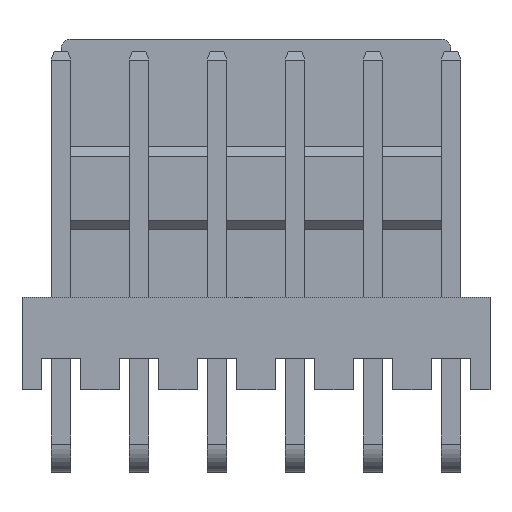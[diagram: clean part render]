
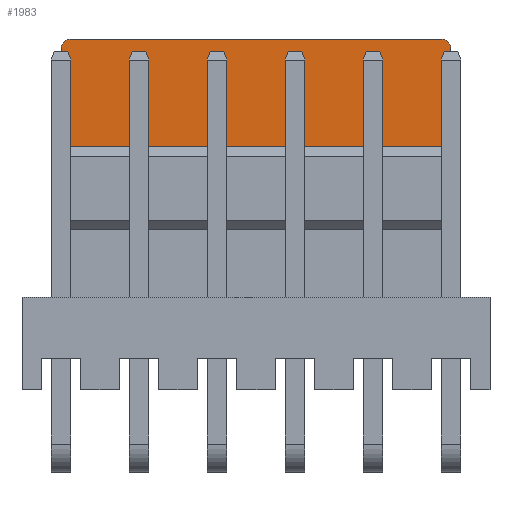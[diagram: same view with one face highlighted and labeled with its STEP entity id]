
A CAD part, top view. The second image highlights one B-rep face of the part: STEP entity #1983.
In plain terms, the highlighted planar face has unit normal (0, 0, 1).
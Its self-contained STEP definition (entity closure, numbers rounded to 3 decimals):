
#33 = CARTESIAN_POINT ( 'NONE',  ( 0., 10.28, 0.9 ) ) ;
#106 = DIRECTION ( 'NONE',  ( 0., 0., -1. ) ) ;
#226 = EDGE_CURVE ( 'NONE', #5257, #742, #4540, .T. ) ;
#345 = CARTESIAN_POINT ( 'NONE',  ( 12.7, 13.78, 0.9 ) ) ;
#465 = AXIS2_PLACEMENT_3D ( 'NONE', #5255, #106, #1841 ) ;
#591 = CARTESIAN_POINT ( 'NONE',  ( 12.7, 10.28, 0.9 ) ) ;
#742 = VERTEX_POINT ( 'NONE', #5345 ) ;
#780 = CARTESIAN_POINT ( 'NONE',  ( 0.3, 13.78, 0.9 ) ) ;
#815 = DIRECTION ( 'NONE',  ( 0., -1., 0. ) ) ;
#912 = LINE ( 'NONE', #345, #4018 ) ;
#1049 = DIRECTION ( 'NONE',  ( 0., 1., 0. ) ) ;
#1072 = ORIENTED_EDGE ( 'NONE', *, *, #4186, .F. ) ;
#1127 = FACE_OUTER_BOUND ( 'NONE', #2643, .T. ) ;
#1632 = VECTOR ( 'NONE', #5199, 1000. ) ;
#1647 = DIRECTION ( 'NONE',  ( 0., 1., 0. ) ) ;
#1822 = VERTEX_POINT ( 'NONE', #780 ) ;
#1841 = DIRECTION ( 'NONE',  ( 1., 0., 0. ) ) ;
#1983 = ADVANCED_FACE ( 'NONE', ( #1127 ), #3458, .T. ) ;
#2044 = DIRECTION ( 'NONE',  ( 1., 0., 0. ) ) ;
#2129 = ORIENTED_EDGE ( 'NONE', *, *, #4739, .F. ) ;
#2223 = CARTESIAN_POINT ( 'NONE',  ( 12.4, 13.78, 0.9 ) ) ;
#2238 = VERTEX_POINT ( 'NONE', #4490 ) ;
#2357 = VECTOR ( 'NONE', #1647, 1000. ) ;
#2643 = EDGE_LOOP ( 'NONE', ( #3886, #1072, #2129, #4866, #5380, #4522 ) ) ;
#2704 = AXIS2_PLACEMENT_3D ( 'NONE', #591, #4671, #815 ) ;
#2892 = VERTEX_POINT ( 'NONE', #2223 ) ;
#2929 = CARTESIAN_POINT ( 'NONE',  ( 12.7, 0., 0.9 ) ) ;
#3193 = CARTESIAN_POINT ( 'NONE',  ( 0., 0., 0.9 ) ) ;
#3298 = LINE ( 'NONE', #2929, #2357 ) ;
#3458 = PLANE ( 'NONE',  #2704 ) ;
#3519 = EDGE_CURVE ( 'NONE', #2892, #2238, #5180, .T. ) ;
#3625 = AXIS2_PLACEMENT_3D ( 'NONE', #5341, #4923, #4962 ) ;
#3679 = VECTOR ( 'NONE', #1049, 1000. ) ;
#3886 = ORIENTED_EDGE ( 'NONE', *, *, #3519, .F. ) ;
#4018 = VECTOR ( 'NONE', #2044, 1000. ) ;
#4186 = EDGE_CURVE ( 'NONE', #1822, #2892, #912, .T. ) ;
#4244 = EDGE_CURVE ( 'NONE', #4267, #2238, #3298, .T. ) ;
#4267 = VERTEX_POINT ( 'NONE', #5047 ) ;
#4280 = CIRCLE ( 'NONE', #3625, 0.3 ) ;
#4490 = CARTESIAN_POINT ( 'NONE',  ( 12.7, 13.48, 0.9 ) ) ;
#4522 = ORIENTED_EDGE ( 'NONE', *, *, #4244, .T. ) ;
#4540 = LINE ( 'NONE', #3193, #3679 ) ;
#4671 = DIRECTION ( 'NONE',  ( 0., 0., 1. ) ) ;
#4739 = EDGE_CURVE ( 'NONE', #742, #1822, #4280, .T. ) ;
#4866 = ORIENTED_EDGE ( 'NONE', *, *, #226, .F. ) ;
#4923 = DIRECTION ( 'NONE',  ( 0., 0., -1. ) ) ;
#4962 = DIRECTION ( 'NONE',  ( -1., 0., 0. ) ) ;
#5010 = LINE ( 'NONE', #5233, #1632 ) ;
#5047 = CARTESIAN_POINT ( 'NONE',  ( 12.7, 10.28, 0.9 ) ) ;
#5180 = CIRCLE ( 'NONE', #465, 0.3 ) ;
#5199 = DIRECTION ( 'NONE',  ( 1., 0., 0. ) ) ;
#5233 = CARTESIAN_POINT ( 'NONE',  ( 12.7, 10.28, 0.9 ) ) ;
#5240 = EDGE_CURVE ( 'NONE', #5257, #4267, #5010, .T. ) ;
#5255 = CARTESIAN_POINT ( 'NONE',  ( 12.4, 13.48, 0.9 ) ) ;
#5257 = VERTEX_POINT ( 'NONE', #33 ) ;
#5341 = CARTESIAN_POINT ( 'NONE',  ( 0.3, 13.48, 0.9 ) ) ;
#5345 = CARTESIAN_POINT ( 'NONE',  ( 0., 13.48, 0.9 ) ) ;
#5380 = ORIENTED_EDGE ( 'NONE', *, *, #5240, .T. ) ;
